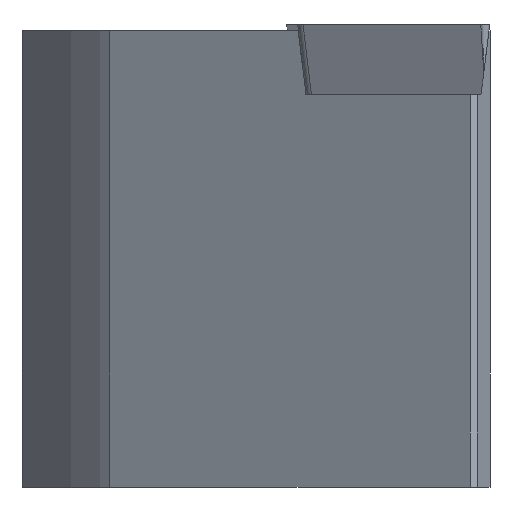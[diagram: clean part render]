
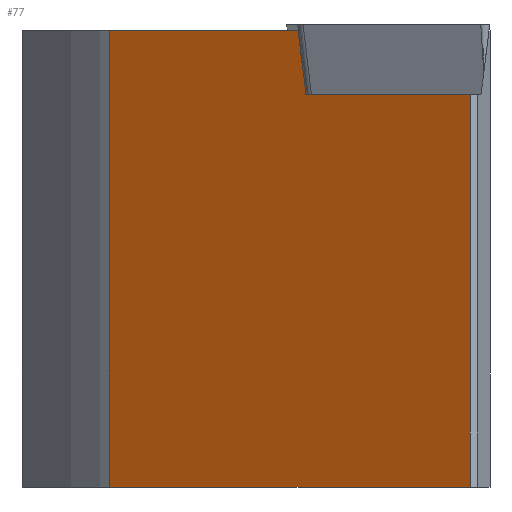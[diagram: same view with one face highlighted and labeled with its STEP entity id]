
A CAD part, left-side view. The second image highlights one B-rep face of the part: STEP entity #77.
In plain terms, the highlighted planar face has unit normal (-0.848, 0.53, 0).
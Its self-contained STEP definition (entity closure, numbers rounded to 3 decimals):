
#77=ADVANCED_FACE('',(#123),#104,.F.);
#104=PLANE('',#536);
#123=FACE_OUTER_BOUND('',#149,.T.);
#149=EDGE_LOOP('',(#202,#203,#204,#205,#206,#207));
#202=ORIENTED_EDGE('',*,*,#376,.F.);
#203=ORIENTED_EDGE('',*,*,#366,.F.);
#204=ORIENTED_EDGE('',*,*,#377,.T.);
#205=ORIENTED_EDGE('',*,*,#378,.F.);
#206=ORIENTED_EDGE('',*,*,#374,.F.);
#207=ORIENTED_EDGE('',*,*,#379,.F.);
#322=VERTEX_POINT('',#724);
#323=VERTEX_POINT('',#726);
#328=VERTEX_POINT('',#740);
#329=VERTEX_POINT('',#742);
#330=VERTEX_POINT('',#746);
#331=VERTEX_POINT('',#748);
#366=EDGE_CURVE('',#322,#323,#430,.T.);
#374=EDGE_CURVE('',#328,#329,#438,.T.);
#376=EDGE_CURVE('',#323,#330,#440,.T.);
#377=EDGE_CURVE('',#322,#331,#441,.T.);
#378=EDGE_CURVE('',#329,#331,#442,.T.);
#379=EDGE_CURVE('',#330,#328,#443,.T.);
#430=LINE('',#725,#482);
#438=LINE('',#741,#490);
#440=LINE('',#745,#492);
#441=LINE('',#747,#493);
#442=LINE('',#749,#494);
#443=LINE('',#750,#495);
#482=VECTOR('',#583,1.);
#490=VECTOR('',#595,1.);
#492=VECTOR('',#599,1.);
#493=VECTOR('',#600,1.);
#494=VECTOR('',#601,1.);
#495=VECTOR('',#602,1.);
#536=AXIS2_PLACEMENT_3D('',#751,#603,#604);
#583=DIRECTION('',(-0.53,-0.848,0.));
#595=DIRECTION('',(0.,0.,-1.));
#599=DIRECTION('',(-0.079,-0.126,-0.989));
#600=DIRECTION('',(0.,0.,-1.));
#601=DIRECTION('',(0.53,0.848,0.));
#602=DIRECTION('',(-0.53,-0.848,0.));
#603=DIRECTION('',(0.848,-0.53,0.));
#604=DIRECTION('',(0.53,0.848,0.));
#724=CARTESIAN_POINT('',(8.408,13.,-0.2));
#725=CARTESIAN_POINT('',(0.707,0.676,-0.2));
#726=CARTESIAN_POINT('',(4.386,6.564,-0.2));
#740=CARTESIAN_POINT('',(0.707,0.676,-2.38));
#741=CARTESIAN_POINT('',(0.707,0.676,-20.));
#742=CARTESIAN_POINT('',(0.707,0.676,-15.8));
#745=CARTESIAN_POINT('',(2.767,3.973,-20.583));
#746=CARTESIAN_POINT('',(4.213,6.287,-2.38));
#747=CARTESIAN_POINT('',(8.408,13.,-20.));
#748=CARTESIAN_POINT('',(8.408,13.,-15.8));
#749=CARTESIAN_POINT('',(0.707,0.676,-15.8));
#750=CARTESIAN_POINT('',(0.707,0.676,-2.38));
#751=CARTESIAN_POINT('',(0.707,0.676,-20.));
